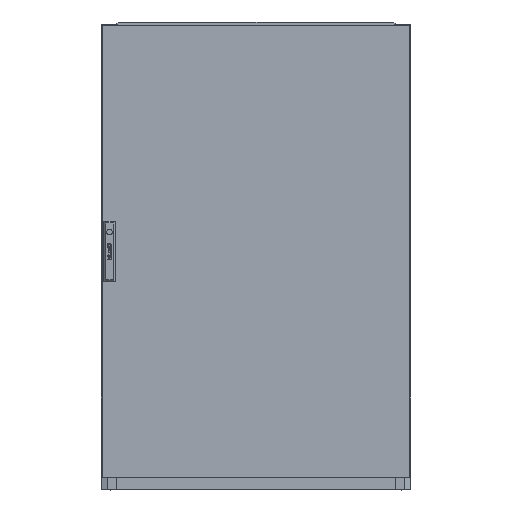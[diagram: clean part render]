
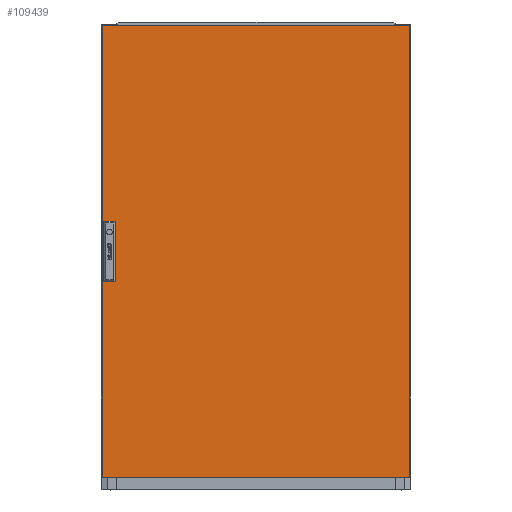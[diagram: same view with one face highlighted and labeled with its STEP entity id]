
A CAD part, top view. The second image highlights one B-rep face of the part: STEP entity #109439.
In plain terms, the highlighted planar face has unit normal (0, 0, 1).
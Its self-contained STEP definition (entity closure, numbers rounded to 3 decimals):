
#113 = LINE ( 'NONE', #38678, #66070 ) ;
#770 = VECTOR ( 'NONE', #51119, 1000. ) ;
#5908 = DIRECTION ( 'NONE',  ( 0., -1., 0. ) ) ;
#7342 = CARTESIAN_POINT ( 'NONE',  ( -363., -78.5, 0. ) ) ;
#7874 = CARTESIAN_POINT ( 'NONE',  ( -397., 583.5, 0. ) ) ;
#9276 = LINE ( 'NONE', #49123, #29523 ) ;
#9514 = LINE ( 'NONE', #92531, #52679 ) ;
#9787 = ORIENTED_EDGE ( 'NONE', *, *, #65647, .T. ) ;
#11650 = CARTESIAN_POINT ( 'NONE',  ( -393.4, 78.5, 0. ) ) ;
#11741 = VECTOR ( 'NONE', #5908, 1000. ) ;
#13211 = CARTESIAN_POINT ( 'NONE',  ( -393.4, -78.5, 0. ) ) ;
#15945 = VECTOR ( 'NONE', #16712, 1000. ) ;
#16712 = DIRECTION ( 'NONE',  ( 1., 0., 0. ) ) ;
#18616 = LINE ( 'NONE', #33671, #15945 ) ;
#20537 = DIRECTION ( 'NONE',  ( 0., -1., 0. ) ) ;
#20944 = LINE ( 'NONE', #93912, #770 ) ;
#22050 = CARTESIAN_POINT ( 'NONE',  ( -363., 78.5, 0. ) ) ;
#22454 = EDGE_CURVE ( 'NONE', #109968, #23727, #113, .T. ) ;
#22911 = VERTEX_POINT ( 'NONE', #7342 ) ;
#23727 = VERTEX_POINT ( 'NONE', #106220 ) ;
#26069 = EDGE_CURVE ( 'NONE', #74910, #22911, #65617, .T. ) ;
#29523 = VECTOR ( 'NONE', #109165, 1000. ) ;
#33671 = CARTESIAN_POINT ( 'NONE',  ( -393.4, -78.5, 0. ) ) ;
#34471 = DIRECTION ( 'NONE',  ( 1., 0., 0. ) ) ;
#35263 = AXIS2_PLACEMENT_3D ( 'NONE', #68635, #85943, #34471 ) ;
#38678 = CARTESIAN_POINT ( 'NONE',  ( -397., 583.5, 0. ) ) ;
#38886 = ORIENTED_EDGE ( 'NONE', *, *, #68249, .F. ) ;
#42123 = FACE_BOUND ( 'NONE', #74654, .T. ) ;
#43550 = VECTOR ( 'NONE', #99371, 1000. ) ;
#44954 = CARTESIAN_POINT ( 'NONE',  ( -397., -583.5, 0. ) ) ;
#47696 = ORIENTED_EDGE ( 'NONE', *, *, #109737, .F. ) ;
#48084 = EDGE_LOOP ( 'NONE', ( #9787, #63010, #71368, #98163 ) ) ;
#48185 = VERTEX_POINT ( 'NONE', #13211 ) ;
#49123 = CARTESIAN_POINT ( 'NONE',  ( -393.4, 78.5, 0. ) ) ;
#51119 = DIRECTION ( 'NONE',  ( 0., 1., 0. ) ) ;
#51619 = EDGE_CURVE ( 'NONE', #110258, #74910, #9276, .T. ) ;
#52679 = VECTOR ( 'NONE', #101159, 1000. ) ;
#53547 = DIRECTION ( 'NONE',  ( 1., 0., 0. ) ) ;
#58114 = EDGE_CURVE ( 'NONE', #96549, #109968, #9514, .T. ) ;
#60051 = PLANE ( 'NONE',  #35263 ) ;
#61986 = VECTOR ( 'NONE', #53547, 1000. ) ;
#63010 = ORIENTED_EDGE ( 'NONE', *, *, #58114, .T. ) ;
#65617 = LINE ( 'NONE', #74749, #11741 ) ;
#65647 = EDGE_CURVE ( 'NONE', #68869, #96549, #20944, .T. ) ;
#66070 = VECTOR ( 'NONE', #20537, 1000. ) ;
#66343 = LINE ( 'NONE', #98986, #43550 ) ;
#68249 = EDGE_CURVE ( 'NONE', #48185, #22911, #18616, .T. ) ;
#68635 = CARTESIAN_POINT ( 'NONE',  ( 0., 0., 0. ) ) ;
#68869 = VERTEX_POINT ( 'NONE', #69243 ) ;
#69243 = CARTESIAN_POINT ( 'NONE',  ( 397., -583.5, 0. ) ) ;
#71368 = ORIENTED_EDGE ( 'NONE', *, *, #22454, .T. ) ;
#74654 = EDGE_LOOP ( 'NONE', ( #111478, #105269, #38886, #47696 ) ) ;
#74749 = CARTESIAN_POINT ( 'NONE',  ( -363., 0., 0. ) ) ;
#74910 = VERTEX_POINT ( 'NONE', #22050 ) ;
#85943 = DIRECTION ( 'NONE',  ( 0., 0., 1. ) ) ;
#92531 = CARTESIAN_POINT ( 'NONE',  ( -397., 583.5, 0. ) ) ;
#92893 = LINE ( 'NONE', #44954, #61986 ) ;
#93912 = CARTESIAN_POINT ( 'NONE',  ( 397., 583.5, 0. ) ) ;
#96549 = VERTEX_POINT ( 'NONE', #102448 ) ;
#98163 = ORIENTED_EDGE ( 'NONE', *, *, #106833, .T. ) ;
#98986 = CARTESIAN_POINT ( 'NONE',  ( -393.4, 0., 0. ) ) ;
#99371 = DIRECTION ( 'NONE',  ( 0., -1., 0. ) ) ;
#101159 = DIRECTION ( 'NONE',  ( -1., 0., 0. ) ) ;
#102448 = CARTESIAN_POINT ( 'NONE',  ( 397., 583.5, 0. ) ) ;
#105269 = ORIENTED_EDGE ( 'NONE', *, *, #26069, .T. ) ;
#106220 = CARTESIAN_POINT ( 'NONE',  ( -397., -583.5, 0. ) ) ;
#106833 = EDGE_CURVE ( 'NONE', #23727, #68869, #92893, .T. ) ;
#107940 = FACE_OUTER_BOUND ( 'NONE', #48084, .T. ) ;
#109165 = DIRECTION ( 'NONE',  ( 1., 0., 0. ) ) ;
#109439 = ADVANCED_FACE ( 'NONE', ( #42123, #107940 ), #60051, .T. ) ;
#109737 = EDGE_CURVE ( 'NONE', #110258, #48185, #66343, .T. ) ;
#109968 = VERTEX_POINT ( 'NONE', #7874 ) ;
#110258 = VERTEX_POINT ( 'NONE', #11650 ) ;
#111478 = ORIENTED_EDGE ( 'NONE', *, *, #51619, .T. ) ;
